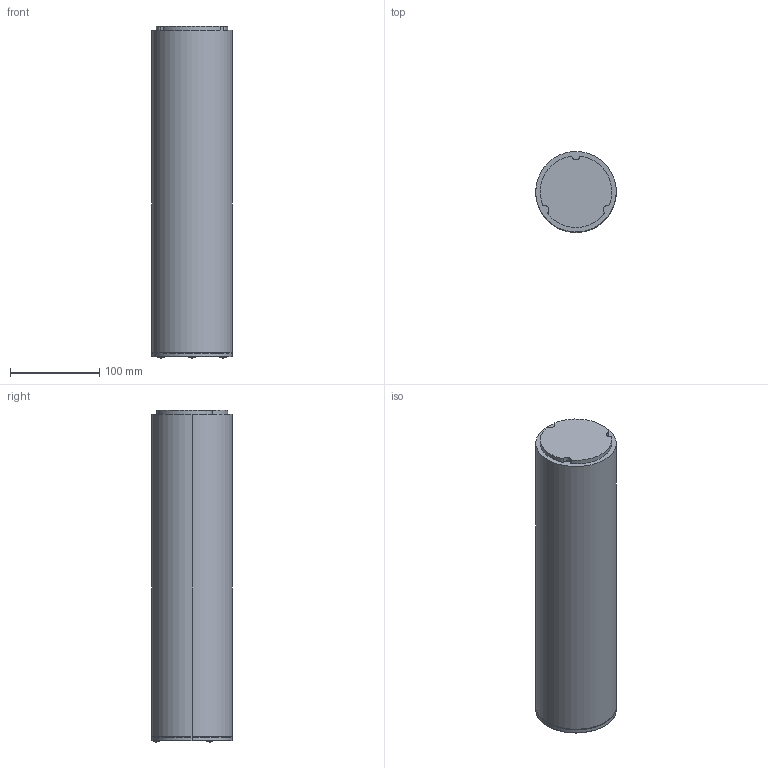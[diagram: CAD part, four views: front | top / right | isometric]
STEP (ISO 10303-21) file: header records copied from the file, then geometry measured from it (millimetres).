
FILE_DESCRIPTION(/* description */ (''),/* implementation_level */ '2;1');
FILE_NAME(/* name */ 'ILIO PLFONE 36',/* time_stamp */ '2024-07-02T16:57:44+02:00',/* author */ (''),/* organization */ (''),/* preprocessor_version */ 'ST-DEVELOPER v16.5',/* originating_system */ 'Rhino 7.37',/* authorisation */ '');
FILE_SCHEMA (('AUTOMOTIVE_DESIGN'));
Length unit declared in the file: millimetre
Products named in the file (1): Document
Bounding box: 90 x 90 x 371.2 mm (x, y, z)
Volume: 26816.1 mm3; surface area: 148362.3 mm2
Topology: 5 solids, 8 shells, 274 faces, 654 edges, 390 vertices
Faces by surface type: bspline 135, cylinder 73, plane 66
Entity records: 16092 total; most frequent: CARTESIAN_POINT 12111, ORIENTED_EDGE 1282, EDGE_CURVE 651, VERTEX_POINT 389, EDGE_LOOP 295, ADVANCED_FACE 274, FACE_OUTER_BOUND 274, B_SPLINE_CURVE_WITH_KNOTS 256
